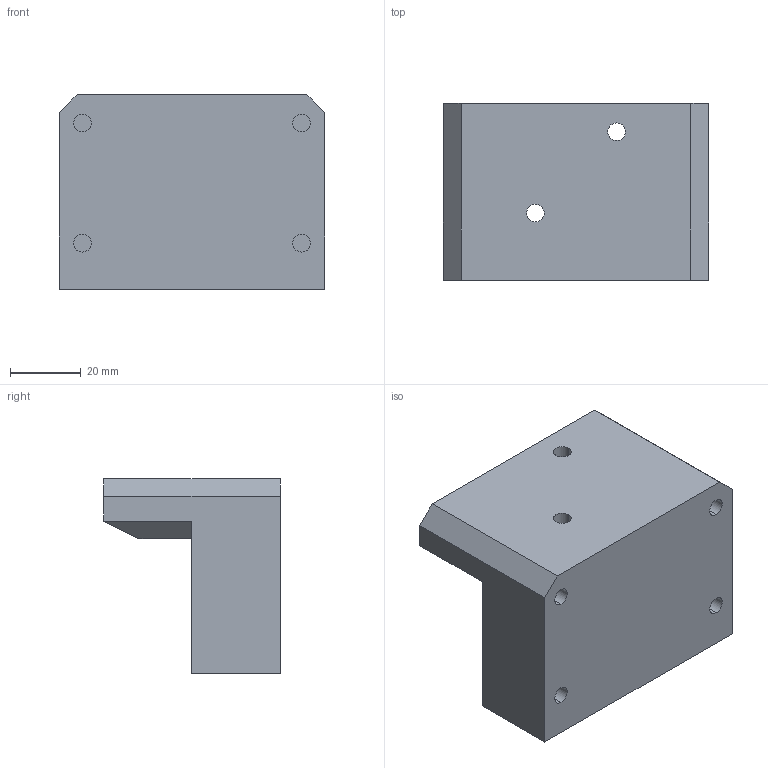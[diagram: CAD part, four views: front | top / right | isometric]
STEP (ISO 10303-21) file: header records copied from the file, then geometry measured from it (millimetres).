
FILE_DESCRIPTION (( 'STEP AP203' ), '1' );
FILE_NAME ('Pinning Station Product Holder_Default_sldprt.STEP', '2023-10-19T05:35:03', ( '' ), ( '' ), 'SwSTEP 2.0', 'SolidWorks 2023', '' );
FILE_SCHEMA (( 'CONFIG_CONTROL_DESIGN' ));
Length unit declared in the file: millimetre
Products named in the file (1): Pinning Station Product Holder_Default_sldprt
Bounding box: 75 x 50 x 55 mm (x, y, z)
Volume: 76916.1 mm3; surface area: 21446 mm2
Topology: 1 solids, 1 shells, 40 faces, 100 edges, 66 vertices
Faces by surface type: plane 28, cylinder 12
Entity records: 1277 total; most frequent: CARTESIAN_POINT 207, DIRECTION 206, ORIENTED_EDGE 200, EDGE_CURVE 100, LINE 76, VECTOR 76, VERTEX_POINT 66, AXIS2_PLACEMENT_3D 65
